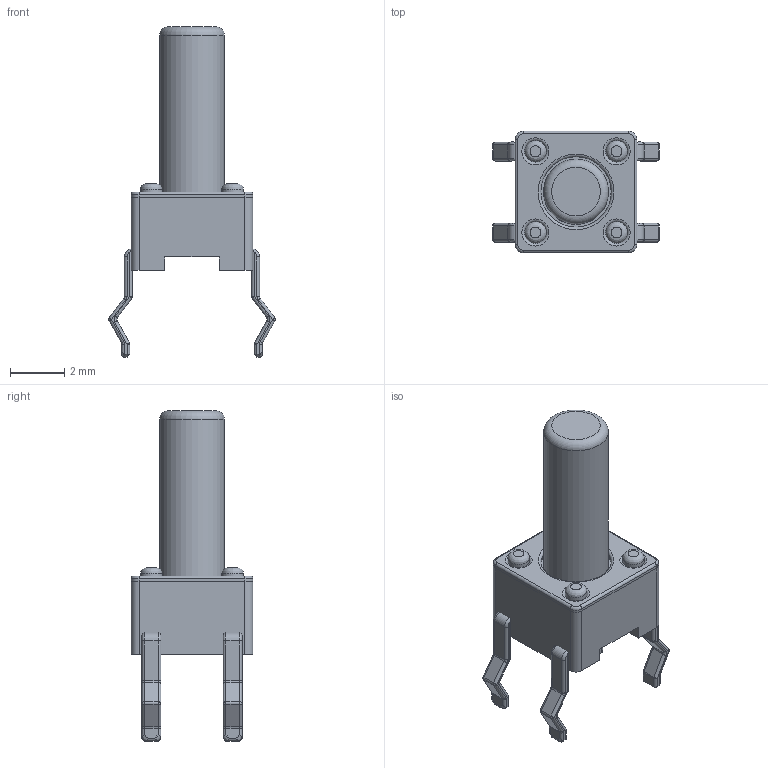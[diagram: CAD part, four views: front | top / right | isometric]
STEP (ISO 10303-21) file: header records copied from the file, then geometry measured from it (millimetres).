
FILE_DESCRIPTION(/* description */ (''),/* implementation_level */ '2;1');
FILE_NAME(/* name */ 'Tact_Switch_4.5mm.step',/* time_stamp */ '2021-03-11T01:54:24+03:00',/* author */ (''),/* organization */ (''),/* preprocessor_version */ 'ST-DEVELOPER v18.1',/* originating_system */ 'Autodesk Translation Framework v9.10.0.1330',/* authorisation */ '');
FILE_SCHEMA (('AUTOMOTIVE_DESIGN { 1 0 10303 214 3 1 1 }'));
Length unit declared in the file: millimetre
Products named in the file (2): Tact Switch 4.5mm; Tact Switch
Assembly tree (1 placements, depth 2):
  Tact Switch 4.5mm
    Tact Switch
Bounding box: 6.16 x 4.5 x 12.2 mm (x, y, z)
Volume: 84.9 mm3; surface area: 207.4 mm2
Topology: 10 solids, 10 shells, 293 faces, 635 edges, 355 vertices
Faces by surface type: cylinder 118, plane 81, torus 42, sphere 24, bspline 20, cone 8
Full cylindrical faces by diameter (mm): 0.8 x8, 2.4 x1, 2.6 x1
Entity records: 9127 total; most frequent: CARTESIAN_POINT 2718, DIRECTION 1404, ORIENTED_EDGE 1254, EDGE_CURVE 627, AXIS2_PLACEMENT_3D 549, VERTEX_POINT 355, LINE 306, VECTOR 306
